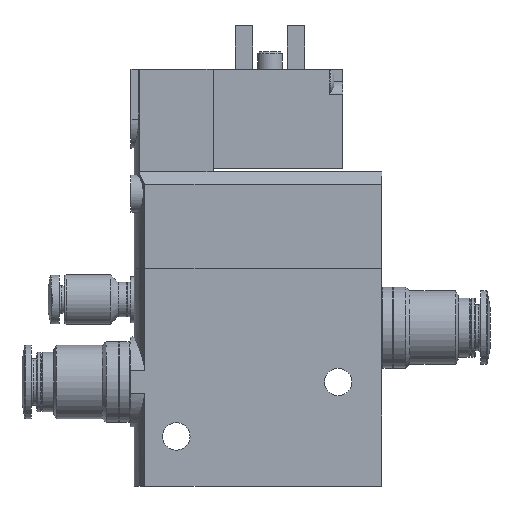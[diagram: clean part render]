
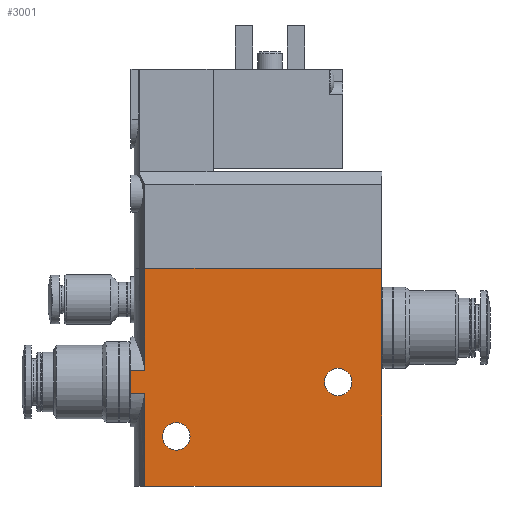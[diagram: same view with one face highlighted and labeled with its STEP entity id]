
A CAD part, left-side view. The second image highlights one B-rep face of the part: STEP entity #3001.
In plain terms, the highlighted face is planar.
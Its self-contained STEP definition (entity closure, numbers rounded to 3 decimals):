
#230=LINE('',#5123,#423);
#233=LINE('',#5132,#426);
#234=LINE('',#5144,#427);
#236=LINE('',#5161,#429);
#243=LINE('',#5192,#436);
#245=LINE('',#5200,#438);
#248=LINE('',#5213,#441);
#249=LINE('',#5214,#442);
#423=VECTOR('',#4191,1000.);
#426=VECTOR('',#4198,1000.);
#427=VECTOR('',#4201,1000.);
#429=VECTOR('',#4207,1000.);
#436=VECTOR('',#4226,1000.);
#438=VECTOR('',#4234,1000.);
#441=VECTOR('',#4249,1000.);
#442=VECTOR('',#4250,1000.);
#664=ORIENTED_EDGE('',*,*,#1470,.T.);
#665=ORIENTED_EDGE('',*,*,#1471,.T.);
#666=ORIENTED_EDGE('',*,*,#1446,.T.);
#667=ORIENTED_EDGE('',*,*,#1465,.F.);
#668=ORIENTED_EDGE('',*,*,#1472,.F.);
#669=ORIENTED_EDGE('',*,*,#1440,.T.);
#670=ORIENTED_EDGE('',*,*,#1473,.T.);
#671=ORIENTED_EDGE('',*,*,#1461,.F.);
#672=ORIENTED_EDGE('',*,*,#1444,.T.);
#673=ORIENTED_EDGE('',*,*,#1450,.T.);
#1440=EDGE_CURVE('',#1852,#1851,#230,.T.);
#1444=EDGE_CURVE('',#1856,#1855,#233,.F.);
#1446=EDGE_CURVE('',#1857,#1858,#234,.T.);
#1450=EDGE_CURVE('',#1855,#1857,#236,.T.);
#1461=EDGE_CURVE('',#1856,#1868,#243,.T.);
#1465=EDGE_CURVE('',#1870,#1858,#245,.T.);
#1470=EDGE_CURVE('',#1873,#1873,#2155,.T.);
#1471=EDGE_CURVE('',#1874,#1874,#2156,.T.);
#1472=EDGE_CURVE('',#1852,#1870,#248,.T.);
#1473=EDGE_CURVE('',#1851,#1868,#249,.T.);
#1851=VERTEX_POINT('',#5122);
#1852=VERTEX_POINT('',#5124);
#1855=VERTEX_POINT('',#5131);
#1856=VERTEX_POINT('',#5133);
#1857=VERTEX_POINT('',#5145);
#1858=VERTEX_POINT('',#5146);
#1868=VERTEX_POINT('',#5193);
#1870=VERTEX_POINT('',#5199);
#1873=VERTEX_POINT('',#5210);
#1874=VERTEX_POINT('',#5212);
#2155=CIRCLE('',#3834,2.2);
#2156=CIRCLE('',#3835,2.2);
#2312=EDGE_LOOP('',(#664));
#2313=EDGE_LOOP('',(#665));
#2314=EDGE_LOOP('',(#666,#667,#668,#669,#670,#671,#672,#673));
#2614=FACE_BOUND('',#2312,.T.);
#2615=FACE_BOUND('',#2313,.T.);
#2616=FACE_BOUND('',#2314,.T.);
#2905=PLANE('',#3833);
#3001=ADVANCED_FACE('',(#2614,#2615,#2616),#2905,.F.);
#3833=AXIS2_PLACEMENT_3D('',#5208,#4243,#4244);
#3834=AXIS2_PLACEMENT_3D('',#5209,#4245,#4246);
#3835=AXIS2_PLACEMENT_3D('',#5211,#4247,#4248);
#4191=DIRECTION('',(-1.,0.,0.));
#4198=DIRECTION('',(0.,-1.,0.));
#4201=DIRECTION('',(0.,-1.,0.));
#4207=DIRECTION('',(1.,0.,0.));
#4226=DIRECTION('',(-1.,0.,0.));
#4234=DIRECTION('',(-1.,0.,0.));
#4243=DIRECTION('',(0.,0.,1.));
#4244=DIRECTION('',(1.,0.,0.));
#4245=DIRECTION('',(0.,0.,1.));
#4246=DIRECTION('',(1.,0.,0.));
#4247=DIRECTION('',(0.,0.,1.));
#4248=DIRECTION('',(1.,0.,0.));
#4249=DIRECTION('',(0.,1.,0.));
#4250=DIRECTION('',(0.,1.,0.));
#5122=CARTESIAN_POINT('',(0.,0.,-7.));
#5123=CARTESIAN_POINT('',(35.,0.,-7.));
#5124=CARTESIAN_POINT('',(35.,0.,-7.));
#5131=CARTESIAN_POINT('',(16.363,40.4,-7.));
#5132=CARTESIAN_POINT('',(16.363,0.,-7.));
#5133=CARTESIAN_POINT('',(16.363,38.066,-7.));
#5144=CARTESIAN_POINT('',(20.137,0.,-7.));
#5145=CARTESIAN_POINT('',(20.137,40.4,-7.));
#5146=CARTESIAN_POINT('',(20.137,38.066,-7.));
#5161=CARTESIAN_POINT('',(18.25,40.4,-7.));
#5192=CARTESIAN_POINT('',(35.,38.066,-7.));
#5193=CARTESIAN_POINT('',(0.,38.066,-7.));
#5199=CARTESIAN_POINT('',(35.,38.066,-7.));
#5200=CARTESIAN_POINT('',(35.,38.066,-7.));
#5208=CARTESIAN_POINT('',(35.,0.,-7.));
#5209=CARTESIAN_POINT('',(18.25,7.,-7.));
#5210=CARTESIAN_POINT('',(20.45,7.,-7.));
#5211=CARTESIAN_POINT('',(27.,33.,-7.));
#5212=CARTESIAN_POINT('',(29.2,33.,-7.));
#5213=CARTESIAN_POINT('',(35.,0.,-7.));
#5214=CARTESIAN_POINT('',(0.,0.,-7.));
